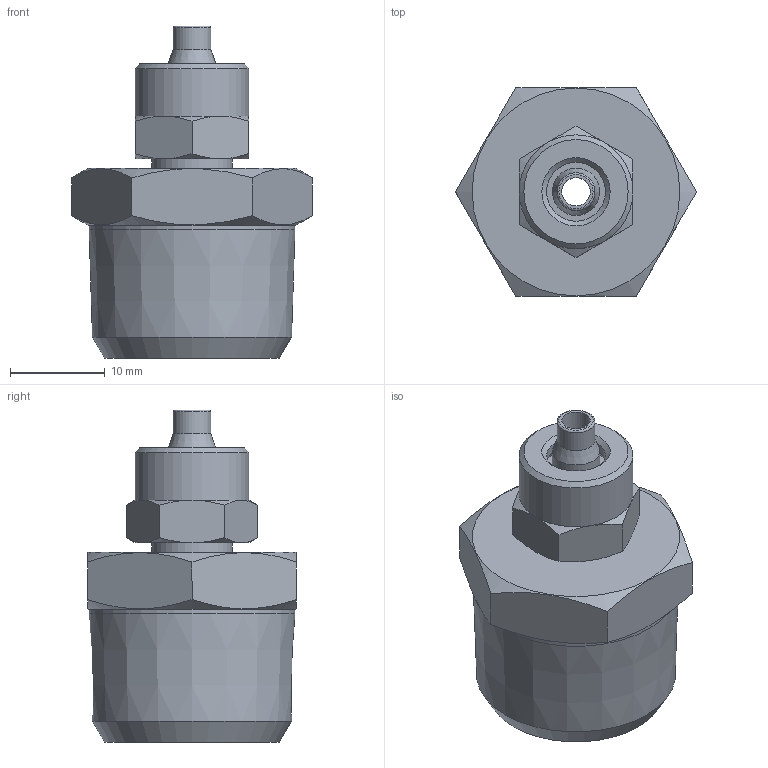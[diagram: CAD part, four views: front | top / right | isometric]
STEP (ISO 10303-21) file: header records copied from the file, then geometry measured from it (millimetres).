
FILE_DESCRIPTION(/* description */ ('Unknown'),/* implementation_level */ '2;1');
FILE_NAME(/* name */ 'D1511264NI',/* time_stamp */ '2019-01-18T14:59:31+01:00',/* author */ ('UNIC_S.R.L.'),/* organization */ ('Unknown'),/* preprocessor_version */ 'ST-DEVELOPER v16.7',/* originating_system */ 'DEX',/* authorisation */ $);
FILE_SCHEMA (('AUTOMOTIVE_DESIGN {1 0 10303 214 3 1 1}'));
Length unit declared in the file: millimetre
Products named in the file (3): D1511264NI; D1511264CNI; D17064NI
Assembly tree (2 placements, depth 2):
  D1511264NI
    D1511264CNI
    D17064NI
Bounding box: 25.4 x 22 x 35 mm (x, y, z)
Volume: 5732.7 mm3; surface area: 4150.1 mm2
Topology: 2 solids, 2 shells, 56 faces, 116 edges, 68 vertices
Faces by surface type: cone 23, plane 20, cylinder 11, torus 2
Full cylindrical faces by diameter (mm): 3 x1, 4 x1, 5 x1, 6.2 x1, 8.5 x1, 9 x2, 10 x1, 12 x1, 14 x1, 21.7 x1
Entity records: 1846 total; most frequent: CARTESIAN_POINT 351, DIRECTION 214, ORIENTED_EDGE 180, AXIS2_PLACEMENT_3D 101, EDGE_CURVE 90, EDGE_LOOP 88, FACE_BOUND 88, VERTEX_POINT 66
